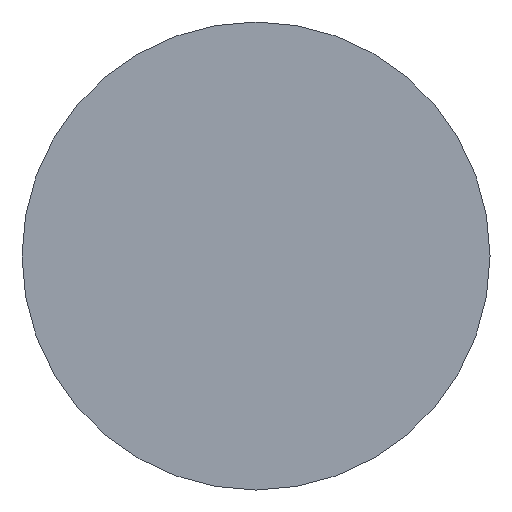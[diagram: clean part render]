
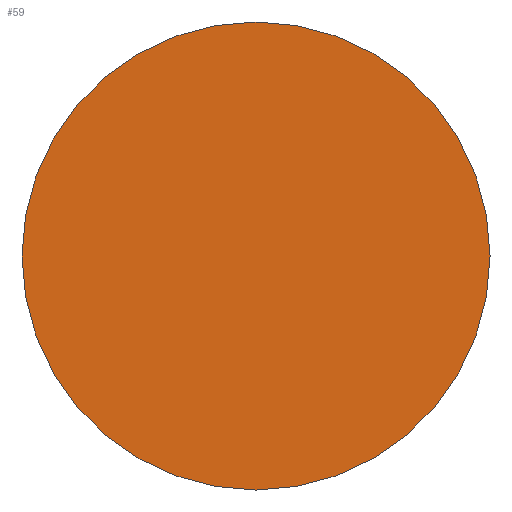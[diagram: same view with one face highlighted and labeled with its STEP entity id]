
A CAD part, front view. The second image highlights one B-rep face of the part: STEP entity #59.
In plain terms, the highlighted planar face has unit normal (0, -1, 0).
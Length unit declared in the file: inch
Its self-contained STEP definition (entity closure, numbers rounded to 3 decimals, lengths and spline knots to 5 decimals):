
#16=PLANE('',#70);
#24=FACE_OUTER_BOUND('',#31,.T.);
#31=EDGE_LOOP('',(#51));
#37=CIRCLE('',#69,2.95276);
#41=VERTEX_POINT('',#102);
#45=EDGE_CURVE('',#41,#41,#37,.T.);
#51=ORIENTED_EDGE('',*,*,#45,.T.);
#59=ADVANCED_FACE('',(#24),#16,.F.);
#69=AXIS2_PLACEMENT_3D('',#103,#86,#87);
#70=AXIS2_PLACEMENT_3D('',#104,#88,#89);
#86=DIRECTION('center_axis',(0.,-1.,0.));
#87=DIRECTION('ref_axis',(1.,0.,0.));
#88=DIRECTION('center_axis',(0.,1.,0.));
#89=DIRECTION('ref_axis',(0.,0.,1.));
#102=CARTESIAN_POINT('',(-2.95276,0.,0.));
#103=CARTESIAN_POINT('Origin',(0.,0.,0.));
#104=CARTESIAN_POINT('Origin',(0.,0.,0.));
